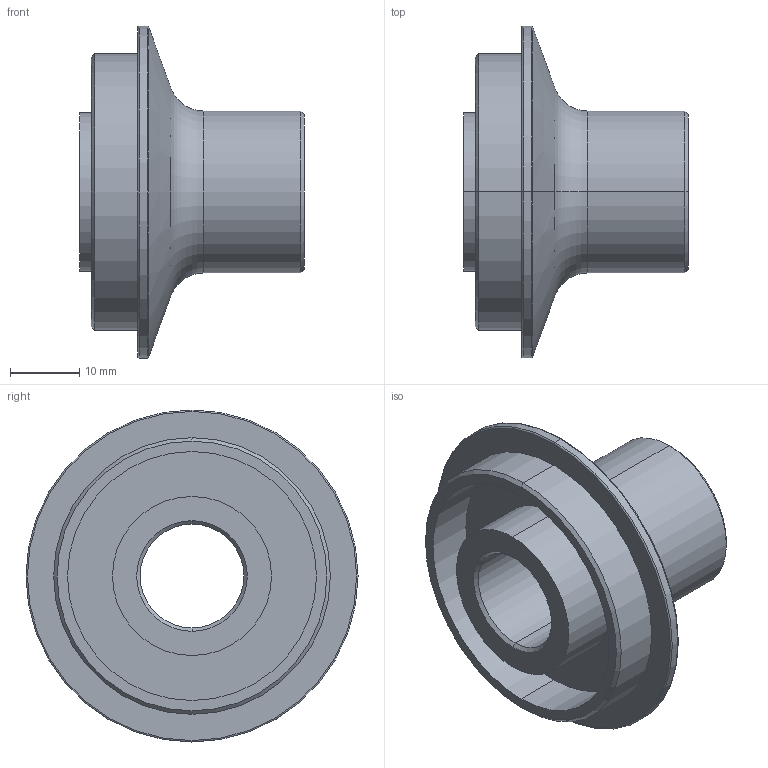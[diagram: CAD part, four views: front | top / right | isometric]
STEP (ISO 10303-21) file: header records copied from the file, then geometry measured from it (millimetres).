
FILE_DESCRIPTION (( 'STEP AP214' ), '1' );
FILE_NAME ('ENTRETOISE ROUE AV 29 05 2020.STEP', '2020-05-29T07:47:44', ( '' ), ( '' ), 'SwSTEP 2.0', 'SolidWorks 2018', '' );
FILE_SCHEMA (( 'AUTOMOTIVE_DESIGN' ));
Length unit declared in the file: millimetre
Products named in the file (1): ENTRETOISE ROUE AV 29 05 2020
Bounding box: 32.5 x 48 x 48 mm (x, y, z)
Volume: 14655.5 mm3; surface area: 8496.1 mm2
Topology: 1 solids, 1 shells, 33 faces, 66 edges, 38 vertices
Faces by surface type: cylinder 12, cone 10, torus 6, plane 5
Entity records: 898 total; most frequent: DIRECTION 178, CARTESIAN_POINT 138, ORIENTED_EDGE 132, AXIS2_PLACEMENT_3D 78, EDGE_CURVE 66, CIRCLE 44, EDGE_LOOP 38, VERTEX_POINT 38
